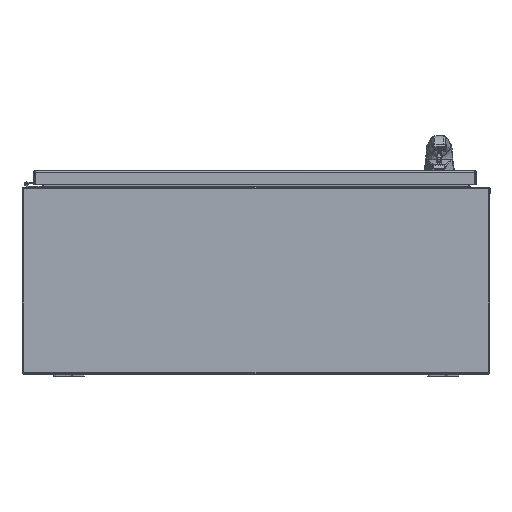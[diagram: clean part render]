
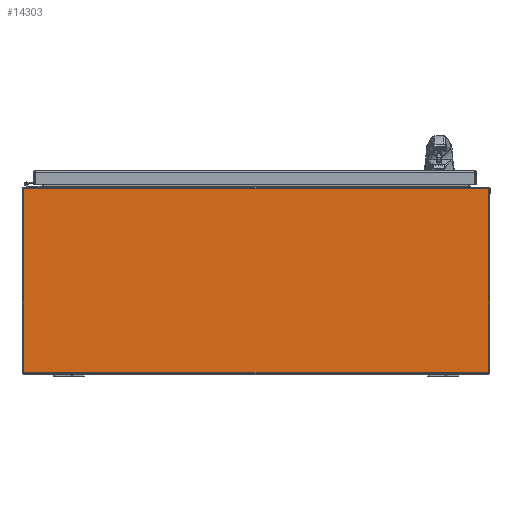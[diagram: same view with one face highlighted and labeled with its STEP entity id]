
A CAD part, front view. The second image highlights one B-rep face of the part: STEP entity #14303.
In plain terms, the highlighted planar face has unit normal (0, -1, 0).
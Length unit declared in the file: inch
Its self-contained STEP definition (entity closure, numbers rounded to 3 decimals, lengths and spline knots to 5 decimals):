
#5864 = VECTOR ( 'NONE', #86443, 39.37008 ) ;
#9593 = EDGE_CURVE ( 'NONE', #111919, #36800, #38319, .T. ) ;
#14303 = ADVANCED_FACE ( 'NONE', ( #69289 ), #118513, .F. ) ;
#14779 = CARTESIAN_POINT ( 'NONE',  ( -14.91495, -18., 11.89475 ) ) ;
#14928 = CIRCLE ( 'NONE', #56451, 0.07 ) ;
#16395 = EDGE_CURVE ( 'NONE', #41345, #92481, #102704, .T. ) ;
#17496 = ORIENTED_EDGE ( 'NONE', *, *, #58024, .T. ) ;
#18526 = CIRCLE ( 'NONE', #121278, 0.07 ) ;
#20734 = VECTOR ( 'NONE', #24265, 39.37008 ) ;
#21363 = DIRECTION ( 'NONE',  ( 0., 1., 0. ) ) ;
#22644 = CARTESIAN_POINT ( 'NONE',  ( 14.91495, -18., 11.89475 ) ) ;
#23540 = ORIENTED_EDGE ( 'NONE', *, *, #78834, .T. ) ;
#23679 = VECTOR ( 'NONE', #98651, 39.37008 ) ;
#23715 = LINE ( 'NONE', #14779, #20734 ) ;
#24265 = DIRECTION ( 'NONE',  ( -1., 0., 0. ) ) ;
#29503 = CARTESIAN_POINT ( 'NONE',  ( 14.963, -18., 11.89475 ) ) ;
#30276 = CARTESIAN_POINT ( 'NONE',  ( 14.963, -18., 11.89475 ) ) ;
#32213 = ORIENTED_EDGE ( 'NONE', *, *, #120863, .T. ) ;
#34505 = CARTESIAN_POINT ( 'NONE',  ( 14.88277, -18., 0.10525 ) ) ;
#34834 = VECTOR ( 'NONE', #47058, 39.37008 ) ;
#34961 = VERTEX_POINT ( 'NONE', #82457 ) ;
#36800 = VERTEX_POINT ( 'NONE', #67917 ) ;
#37784 = LINE ( 'NONE', #103227, #34834 ) ;
#38319 = LINE ( 'NONE', #80322, #82250 ) ;
#39140 = VERTEX_POINT ( 'NONE', #22644 ) ;
#39854 = ORIENTED_EDGE ( 'NONE', *, *, #56022, .T. ) ;
#41345 = VERTEX_POINT ( 'NONE', #119949 ) ;
#47058 = DIRECTION ( 'NONE',  ( 1., 0., 0. ) ) ;
#48750 = LINE ( 'NONE', #51571, #23679 ) ;
#51571 = CARTESIAN_POINT ( 'NONE',  ( 14.91495, -18., 11.89475 ) ) ;
#52087 = CARTESIAN_POINT ( 'NONE',  ( -14.963, -18., 11.89475 ) ) ;
#55256 = CARTESIAN_POINT ( 'NONE',  ( 14.93789, -18., 0.06211 ) ) ;
#56022 = EDGE_CURVE ( 'NONE', #68192, #36800, #14928, .T. ) ;
#56451 = AXIS2_PLACEMENT_3D ( 'NONE', #55256, #120923, #64642 ) ;
#58024 = EDGE_CURVE ( 'NONE', #41345, #71958, #18526, .T. ) ;
#64642 = DIRECTION ( 'NONE',  ( 1., 0., 0. ) ) ;
#64782 = ORIENTED_EDGE ( 'NONE', *, *, #16395, .F. ) ;
#67917 = CARTESIAN_POINT ( 'NONE',  ( 14.963, -18., 0.12745 ) ) ;
#68192 = VERTEX_POINT ( 'NONE', #34505 ) ;
#69289 = FACE_OUTER_BOUND ( 'NONE', #75414, .T. ) ;
#71958 = VERTEX_POINT ( 'NONE', #114498 ) ;
#72485 = EDGE_CURVE ( 'NONE', #39140, #34961, #48750, .T. ) ;
#72985 = ORIENTED_EDGE ( 'NONE', *, *, #116765, .T. ) ;
#75414 = EDGE_LOOP ( 'NONE', ( #23540, #115077, #72985, #64782, #17496, #32213, #39854, #89402 ) ) ;
#77538 = CARTESIAN_POINT ( 'NONE',  ( -14.93789, -18., 0.06211 ) ) ;
#77612 = VECTOR ( 'NONE', #103755, 39.37008 ) ;
#78834 = EDGE_CURVE ( 'NONE', #111919, #39140, #102946, .T. ) ;
#80322 = CARTESIAN_POINT ( 'NONE',  ( 14.963, -18., 11.89475 ) ) ;
#81129 = DIRECTION ( 'NONE',  ( 0., 0., -1. ) ) ;
#82250 = VECTOR ( 'NONE', #81129, 39.37008 ) ;
#82457 = CARTESIAN_POINT ( 'NONE',  ( -14.91495, -18., 11.89475 ) ) ;
#86443 = DIRECTION ( 'NONE',  ( -1., 0., 0. ) ) ;
#87080 = DIRECTION ( 'NONE',  ( 1., 0., 0. ) ) ;
#88089 = DIRECTION ( 'NONE',  ( 0., 1., 0. ) ) ;
#89402 = ORIENTED_EDGE ( 'NONE', *, *, #9593, .F. ) ;
#92481 = VERTEX_POINT ( 'NONE', #52087 ) ;
#95377 = CARTESIAN_POINT ( 'NONE',  ( 0., -18., 6.00948 ) ) ;
#98638 = CARTESIAN_POINT ( 'NONE',  ( -14.963, -18., 0.12745 ) ) ;
#98651 = DIRECTION ( 'NONE',  ( -1., 0., 0. ) ) ;
#102704 = LINE ( 'NONE', #98638, #77612 ) ;
#102946 = LINE ( 'NONE', #30276, #5864 ) ;
#103227 = CARTESIAN_POINT ( 'NONE',  ( -14.88277, -18., 0.10525 ) ) ;
#103755 = DIRECTION ( 'NONE',  ( 0., 0., 1. ) ) ;
#107149 = AXIS2_PLACEMENT_3D ( 'NONE', #95377, #88089, #122033 ) ;
#111919 = VERTEX_POINT ( 'NONE', #29503 ) ;
#114498 = CARTESIAN_POINT ( 'NONE',  ( -14.88277, -18., 0.10525 ) ) ;
#115077 = ORIENTED_EDGE ( 'NONE', *, *, #72485, .T. ) ;
#116765 = EDGE_CURVE ( 'NONE', #34961, #92481, #23715, .T. ) ;
#118513 = PLANE ( 'NONE',  #107149 ) ;
#119949 = CARTESIAN_POINT ( 'NONE',  ( -14.963, -18., 0.12745 ) ) ;
#120863 = EDGE_CURVE ( 'NONE', #71958, #68192, #37784, .T. ) ;
#120923 = DIRECTION ( 'NONE',  ( 0., 1., 0. ) ) ;
#121278 = AXIS2_PLACEMENT_3D ( 'NONE', #77538, #21363, #87080 ) ;
#122033 = DIRECTION ( 'NONE',  ( 1., 0., 0. ) ) ;
